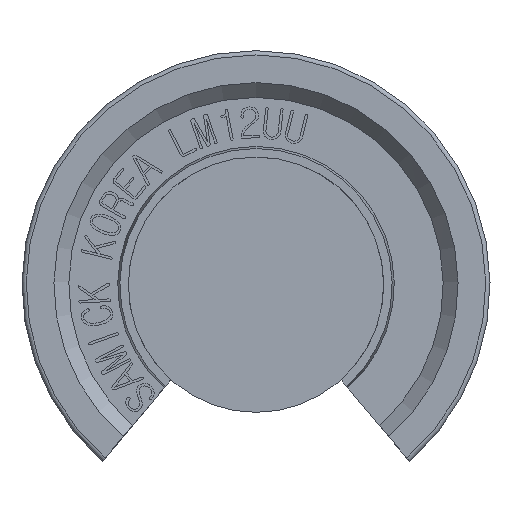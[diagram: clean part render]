
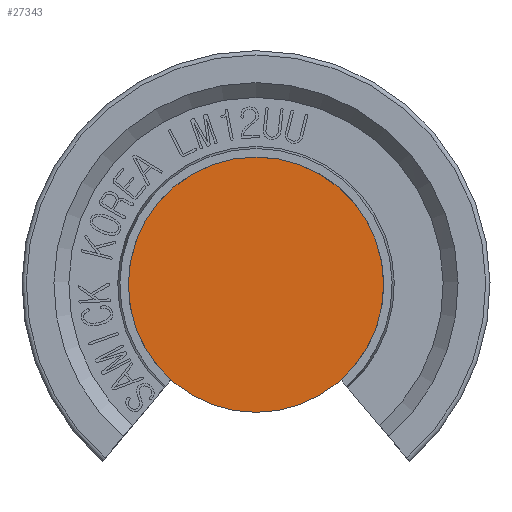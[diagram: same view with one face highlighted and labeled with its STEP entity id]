
A CAD part, front view. The second image highlights one B-rep face of the part: STEP entity #27343.
In plain terms, the highlighted planar face has unit normal (0, -1, 0).
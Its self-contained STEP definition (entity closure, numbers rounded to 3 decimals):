
#27072=CARTESIAN_POINT('',(-6.,-41.0,0.));
#27073=VERTEX_POINT('',#27072);
#27074=CARTESIAN_POINT('',(0.0,-41.0,0.0));
#27075=DIRECTION('',(0.0,1.0,0.0));
#27076=DIRECTION('',(1.0,0.0,0.0));
#27077=AXIS2_PLACEMENT_3D('',#27074,#27075,#27076);
#27078=CIRCLE('',#27077,6.);
#27079=EDGE_CURVE('',#27073,#27073,#27078,.T.);
#27335=CARTESIAN_POINT('',(0.0,-41.0,0.0));
#27336=DIRECTION('',(0.0,-1.0,0.0));
#27337=DIRECTION('',(0.0,0.0,-1.0));
#27338=AXIS2_PLACEMENT_3D('',#27335,#27336,#27337);
#27339=PLANE('',#27338);
#27340=ORIENTED_EDGE('',*,*,#27079,.F.);
#27341=EDGE_LOOP('',(#27340));
#27342=FACE_OUTER_BOUND('',#27341,.T.);
#27343=ADVANCED_FACE('',(#27342),#27339,.T.);
